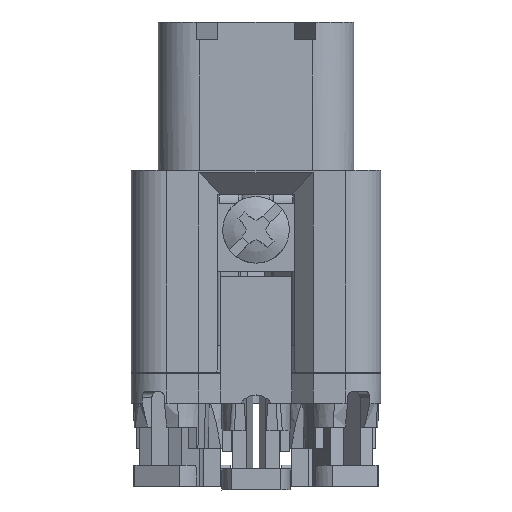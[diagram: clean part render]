
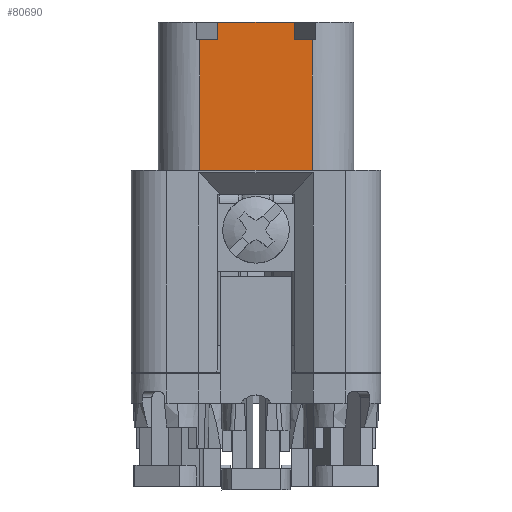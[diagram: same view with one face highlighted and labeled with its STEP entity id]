
A CAD part, front view. The second image highlights one B-rep face of the part: STEP entity #80690.
In plain terms, the highlighted face is planar.
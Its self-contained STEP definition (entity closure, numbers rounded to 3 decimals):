
#62450=CARTESIAN_POINT('',(45.47,54.915,-48.5));
#62460=VERTEX_POINT('',#62450);
#62640=CARTESIAN_POINT('',(51.905,54.915,-48.5));
#62650=VERTEX_POINT('',#62640);
#62680=CARTESIAN_POINT('',(45.599,54.915,-48.5));
#62690=DIRECTION('',(-1.,0.,0.));
#62700=VECTOR('',#62690,1.);
#62710=LINE('',#62680,#62700);
#62720=EDGE_CURVE('',#62650,#62460,#62710,.T.);
#70240=CARTESIAN_POINT('',(53.438,54.915,-36.));
#70250=VERTEX_POINT('',#70240);
#70280=CARTESIAN_POINT('',(53.438,54.915,-24.));
#70290=DIRECTION('',(0.,0.,1.));
#70300=VECTOR('',#70290,1.);
#70310=LINE('',#70280,#70300);
#70320=CARTESIAN_POINT('',(53.438,54.915,-47.));
#70330=VERTEX_POINT('',#70320);
#70340=EDGE_CURVE('',#70330,#70250,#70310,.T.);
#79390=CARTESIAN_POINT('',(43.938,54.915,-47.));
#79400=VERTEX_POINT('',#79390);
#79430=CARTESIAN_POINT('',(43.938,54.915,-24.));
#79440=DIRECTION('',(0.,0.,-1.));
#79450=VECTOR('',#79440,1.);
#79460=LINE('',#79430,#79450);
#79470=CARTESIAN_POINT('',(43.938,54.915,-36.));
#79480=VERTEX_POINT('',#79470);
#79490=EDGE_CURVE('',#79480,#79400,#79460,.T.);
#80250=CARTESIAN_POINT('',(60.946,54.915,-48.2));
#80260=DIRECTION('',(0.,-1.,0.));
#80270=DIRECTION('',(1.,0.,0.));
#80280=AXIS2_PLACEMENT_3D('',#80250,#80260,#80270);
#80290=PLANE('',#80280);
#80300=CARTESIAN_POINT('',(45.47,54.915,-24.));
#80310=DIRECTION('',(0.,0.,1.));
#80320=VECTOR('',#80310,1.);
#80330=LINE('',#80300,#80320);
#80340=CARTESIAN_POINT('',(45.47,54.915,-47.));
#80350=VERTEX_POINT('',#80340);
#80360=EDGE_CURVE('',#62460,#80350,#80330,.T.);
#80370=ORIENTED_EDGE('',*,*,#80360,.T.);
#80380=ORIENTED_EDGE('',*,*,#62720,.T.);
#80390=CARTESIAN_POINT('',(51.905,54.915,-24.));
#80400=DIRECTION('',(0.,0.,1.));
#80410=VECTOR('',#80400,1.);
#80420=LINE('',#80390,#80410);
#80430=CARTESIAN_POINT('',(51.905,54.915,-47.));
#80440=VERTEX_POINT('',#80430);
#80450=EDGE_CURVE('',#62650,#80440,#80420,.T.);
#80460=ORIENTED_EDGE('',*,*,#80450,.F.);
#80470=CARTESIAN_POINT('',(45.599,54.915,-47.));
#80480=DIRECTION('',(-1.,0.,0.));
#80490=VECTOR('',#80480,1.);
#80500=LINE('',#80470,#80490);
#80510=EDGE_CURVE('',#70330,#80440,#80500,.T.);
#80520=ORIENTED_EDGE('',*,*,#80510,.T.);
#80530=ORIENTED_EDGE('',*,*,#70340,.F.);
#80540=CARTESIAN_POINT('',(45.599,54.915,-36.));
#80550=DIRECTION('',(-1.,0.,0.));
#80560=VECTOR('',#80550,1.);
#80570=LINE('',#80540,#80560);
#80580=EDGE_CURVE('',#70250,#79480,#80570,.T.);
#80590=ORIENTED_EDGE('',*,*,#80580,.F.);
#80600=ORIENTED_EDGE('',*,*,#79490,.F.);
#80610=CARTESIAN_POINT('',(45.599,54.915,-47.));
#80620=DIRECTION('',(-1.,0.,0.));
#80630=VECTOR('',#80620,1.);
#80640=LINE('',#80610,#80630);
#80650=EDGE_CURVE('',#80350,#79400,#80640,.T.);
#80660=ORIENTED_EDGE('',*,*,#80650,.T.);
#80670=EDGE_LOOP('',(#80660,#80600,#80590,#80530,#80520,#80460,#80380,
#80370));
#80680=FACE_OUTER_BOUND('',#80670,.T.);
#80690=ADVANCED_FACE('',(#80680),#80290,.F.);
